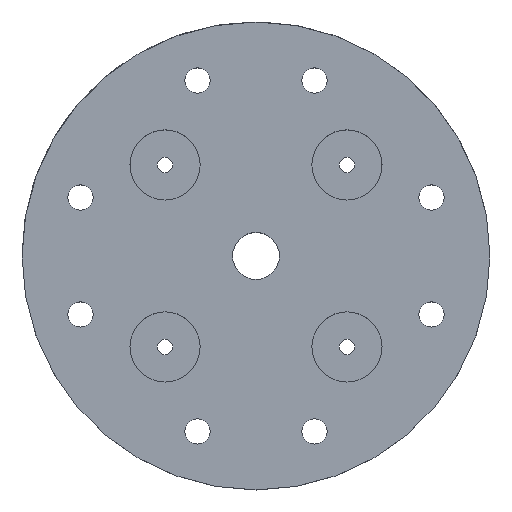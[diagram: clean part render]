
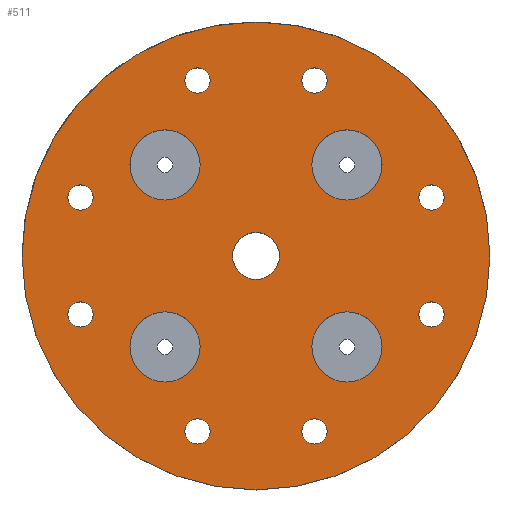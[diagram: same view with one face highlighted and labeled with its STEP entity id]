
A CAD part, top view. The second image highlights one B-rep face of the part: STEP entity #511.
In plain terms, the highlighted planar face has unit normal (0, 0, 1).
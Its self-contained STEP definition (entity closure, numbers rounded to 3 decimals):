
#34=FACE_BOUND('',#112,.T.);
#35=FACE_BOUND('',#113,.T.);
#36=FACE_BOUND('',#114,.T.);
#37=FACE_BOUND('',#115,.T.);
#38=FACE_BOUND('',#116,.T.);
#39=FACE_BOUND('',#117,.T.);
#40=FACE_BOUND('',#118,.T.);
#41=FACE_BOUND('',#119,.T.);
#42=FACE_BOUND('',#120,.T.);
#43=FACE_BOUND('',#121,.T.);
#44=FACE_BOUND('',#122,.T.);
#45=FACE_BOUND('',#123,.T.);
#46=FACE_BOUND('',#124,.T.);
#52=PLANE('',#603);
#69=FACE_OUTER_BOUND('',#111,.T.);
#111=EDGE_LOOP('',(#430,#431));
#112=EDGE_LOOP('',(#432));
#113=EDGE_LOOP('',(#433));
#114=EDGE_LOOP('',(#434));
#115=EDGE_LOOP('',(#435));
#116=EDGE_LOOP('',(#436));
#117=EDGE_LOOP('',(#437));
#118=EDGE_LOOP('',(#438));
#119=EDGE_LOOP('',(#439));
#120=EDGE_LOOP('',(#440));
#121=EDGE_LOOP('',(#441));
#122=EDGE_LOOP('',(#442));
#123=EDGE_LOOP('',(#443));
#124=EDGE_LOOP('',(#444));
#169=CIRCLE('',#541,5.4);
#172=CIRCLE('',#545,5.4);
#175=CIRCLE('',#549,5.4);
#178=CIRCLE('',#553,5.4);
#181=CIRCLE('',#557,5.4);
#184=CIRCLE('',#561,5.4);
#187=CIRCLE('',#565,5.4);
#190=CIRCLE('',#569,5.4);
#201=CIRCLE('',#585,10.);
#210=CIRCLE('',#596,100.);
#211=CIRCLE('',#597,100.);
#216=CIRCLE('',#604,15.);
#217=CIRCLE('',#605,15.);
#218=CIRCLE('',#606,15.);
#219=CIRCLE('',#607,15.);
#220=VERTEX_POINT('',#790);
#223=VERTEX_POINT('',#798);
#226=VERTEX_POINT('',#806);
#229=VERTEX_POINT('',#814);
#232=VERTEX_POINT('',#822);
#235=VERTEX_POINT('',#830);
#238=VERTEX_POINT('',#838);
#241=VERTEX_POINT('',#846);
#252=VERTEX_POINT('',#874);
#260=VERTEX_POINT('',#894);
#261=VERTEX_POINT('',#895);
#266=VERTEX_POINT('',#909);
#267=VERTEX_POINT('',#911);
#268=VERTEX_POINT('',#913);
#269=VERTEX_POINT('',#915);
#270=EDGE_CURVE('',#220,#220,#169,.T.);
#274=EDGE_CURVE('',#223,#223,#172,.T.);
#278=EDGE_CURVE('',#226,#226,#175,.T.);
#282=EDGE_CURVE('',#229,#229,#178,.T.);
#286=EDGE_CURVE('',#232,#232,#181,.T.);
#290=EDGE_CURVE('',#235,#235,#184,.T.);
#294=EDGE_CURVE('',#238,#238,#187,.T.);
#298=EDGE_CURVE('',#241,#241,#190,.T.);
#310=EDGE_CURVE('',#252,#252,#201,.T.);
#320=EDGE_CURVE('',#260,#261,#210,.T.);
#321=EDGE_CURVE('',#261,#260,#211,.T.);
#327=EDGE_CURVE('',#266,#266,#216,.T.);
#328=EDGE_CURVE('',#267,#267,#217,.T.);
#329=EDGE_CURVE('',#268,#268,#218,.T.);
#330=EDGE_CURVE('',#269,#269,#219,.T.);
#430=ORIENTED_EDGE('',*,*,#320,.T.);
#431=ORIENTED_EDGE('',*,*,#321,.T.);
#432=ORIENTED_EDGE('',*,*,#270,.T.);
#433=ORIENTED_EDGE('',*,*,#274,.T.);
#434=ORIENTED_EDGE('',*,*,#278,.T.);
#435=ORIENTED_EDGE('',*,*,#282,.T.);
#436=ORIENTED_EDGE('',*,*,#286,.T.);
#437=ORIENTED_EDGE('',*,*,#290,.T.);
#438=ORIENTED_EDGE('',*,*,#294,.T.);
#439=ORIENTED_EDGE('',*,*,#298,.T.);
#440=ORIENTED_EDGE('',*,*,#310,.T.);
#441=ORIENTED_EDGE('',*,*,#327,.T.);
#442=ORIENTED_EDGE('',*,*,#328,.T.);
#443=ORIENTED_EDGE('',*,*,#329,.T.);
#444=ORIENTED_EDGE('',*,*,#330,.T.);
#511=ADVANCED_FACE('',(#69,#34,#35,#36,#37,#38,#39,#40,#41,#42,#43,#44,
#45,#46),#52,.T.);
#541=AXIS2_PLACEMENT_3D('',#791,#620,#621);
#545=AXIS2_PLACEMENT_3D('',#799,#629,#630);
#549=AXIS2_PLACEMENT_3D('',#807,#638,#639);
#553=AXIS2_PLACEMENT_3D('',#815,#647,#648);
#557=AXIS2_PLACEMENT_3D('',#823,#656,#657);
#561=AXIS2_PLACEMENT_3D('',#831,#665,#666);
#565=AXIS2_PLACEMENT_3D('',#839,#674,#675);
#569=AXIS2_PLACEMENT_3D('',#847,#683,#684);
#585=AXIS2_PLACEMENT_3D('',#875,#716,#717);
#596=AXIS2_PLACEMENT_3D('',#896,#739,#740);
#597=AXIS2_PLACEMENT_3D('',#897,#741,#742);
#603=AXIS2_PLACEMENT_3D('',#908,#754,#755);
#604=AXIS2_PLACEMENT_3D('',#910,#756,#757);
#605=AXIS2_PLACEMENT_3D('',#912,#758,#759);
#606=AXIS2_PLACEMENT_3D('',#914,#760,#761);
#607=AXIS2_PLACEMENT_3D('',#916,#762,#763);
#620=DIRECTION('center_axis',(0.,0.,-1.));
#621=DIRECTION('ref_axis',(-1.,0.,0.));
#629=DIRECTION('center_axis',(0.,0.,-1.));
#630=DIRECTION('ref_axis',(-1.,0.,0.));
#638=DIRECTION('center_axis',(0.,0.,-1.));
#639=DIRECTION('ref_axis',(-1.,0.,0.));
#647=DIRECTION('center_axis',(0.,0.,-1.));
#648=DIRECTION('ref_axis',(-1.,0.,0.));
#656=DIRECTION('center_axis',(0.,0.,-1.));
#657=DIRECTION('ref_axis',(-1.,0.,0.));
#665=DIRECTION('center_axis',(0.,0.,-1.));
#666=DIRECTION('ref_axis',(-1.,0.,0.));
#674=DIRECTION('center_axis',(0.,0.,-1.));
#675=DIRECTION('ref_axis',(-1.,0.,0.));
#683=DIRECTION('center_axis',(0.,0.,-1.));
#684=DIRECTION('ref_axis',(-1.,0.,0.));
#716=DIRECTION('center_axis',(0.,0.,-1.));
#717=DIRECTION('ref_axis',(-1.,0.,0.));
#739=DIRECTION('center_axis',(0.,0.,1.));
#740=DIRECTION('ref_axis',(1.,0.,0.));
#741=DIRECTION('center_axis',(0.,0.,1.));
#742=DIRECTION('ref_axis',(1.,0.,0.));
#754=DIRECTION('center_axis',(0.,0.,1.));
#755=DIRECTION('ref_axis',(1.,0.,0.));
#756=DIRECTION('center_axis',(0.,0.,-1.));
#757=DIRECTION('ref_axis',(-1.,0.,0.));
#758=DIRECTION('center_axis',(0.,0.,-1.));
#759=DIRECTION('ref_axis',(-1.,0.,0.));
#760=DIRECTION('center_axis',(0.,0.,-1.));
#761=DIRECTION('ref_axis',(-1.,0.,0.));
#762=DIRECTION('center_axis',(0.,0.,-1.));
#763=DIRECTION('ref_axis',(-1.,0.,0.));
#790=CARTESIAN_POINT('',(2217.126,567.879,20.));
#791=CARTESIAN_POINT('Origin',(2211.726,567.879,20.));
#798=CARTESIAN_POINT('',(2117.126,517.879,20.));
#799=CARTESIAN_POINT('Origin',(2111.726,517.879,20.));
#806=CARTESIAN_POINT('',(2167.126,417.879,20.));
#807=CARTESIAN_POINT('Origin',(2161.726,417.879,20.));
#814=CARTESIAN_POINT('',(2267.126,467.879,20.));
#815=CARTESIAN_POINT('Origin',(2261.726,467.879,20.));
#822=CARTESIAN_POINT('',(2217.126,417.879,20.));
#823=CARTESIAN_POINT('Origin',(2211.726,417.879,20.));
#830=CARTESIAN_POINT('',(2117.126,467.879,20.));
#831=CARTESIAN_POINT('Origin',(2111.726,467.879,20.));
#838=CARTESIAN_POINT('',(2167.126,567.879,20.));
#839=CARTESIAN_POINT('Origin',(2161.726,567.879,20.));
#846=CARTESIAN_POINT('',(2267.126,517.879,20.));
#847=CARTESIAN_POINT('Origin',(2261.726,517.879,20.));
#874=CARTESIAN_POINT('',(2196.726,492.879,20.));
#875=CARTESIAN_POINT('Origin',(2186.726,492.879,20.));
#894=CARTESIAN_POINT('',(2286.726,492.879,20.));
#895=CARTESIAN_POINT('',(2086.726,492.879,20.));
#896=CARTESIAN_POINT('Origin',(2186.726,492.879,20.));
#897=CARTESIAN_POINT('Origin',(2186.726,492.879,20.));
#908=CARTESIAN_POINT('Origin',(2186.726,492.879,20.));
#909=CARTESIAN_POINT('',(2240.617,453.988,20.));
#910=CARTESIAN_POINT('Origin',(2225.617,453.988,20.));
#911=CARTESIAN_POINT('',(2162.836,531.77,20.));
#912=CARTESIAN_POINT('Origin',(2147.836,531.77,20.));
#913=CARTESIAN_POINT('',(2240.617,531.77,20.));
#914=CARTESIAN_POINT('Origin',(2225.617,531.77,20.));
#915=CARTESIAN_POINT('',(2162.836,453.988,20.));
#916=CARTESIAN_POINT('Origin',(2147.836,453.988,20.));
